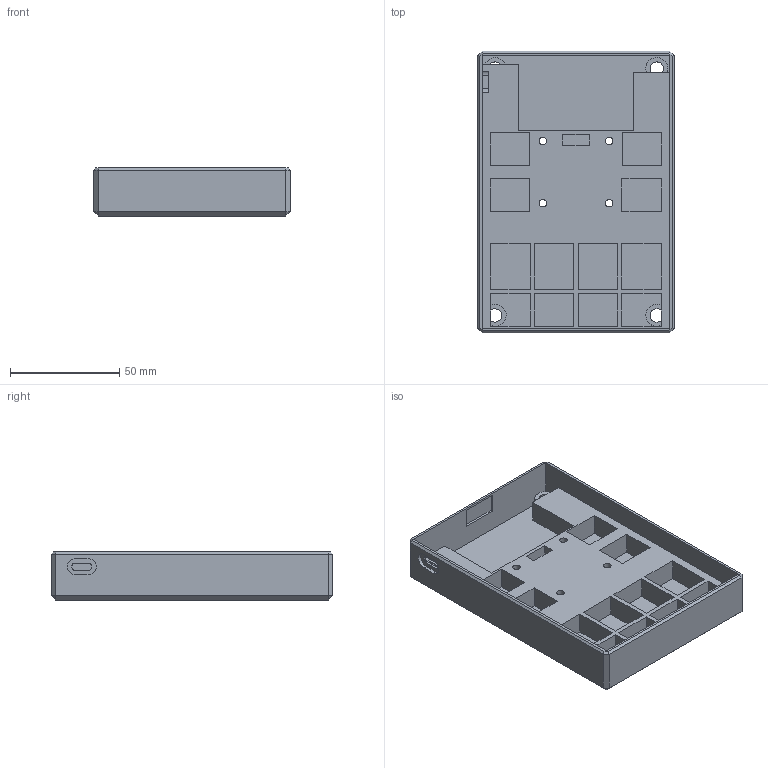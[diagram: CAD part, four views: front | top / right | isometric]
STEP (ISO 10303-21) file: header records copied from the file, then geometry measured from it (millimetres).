
FILE_DESCRIPTION(('FreeCAD Model'),'2;1');
FILE_NAME('Open CASCADE Shape Model','2025-06-05T17:27:47',(''),(''), 'Open CASCADE STEP processor 7.8','FreeCAD','Unknown');
FILE_SCHEMA(('AUTOMOTIVE_DESIGN { 1 0 10303 214 1 1 1 1 }'));
Length unit declared in the file: millimetre
Products named in the file (1): CaseBottom
Bounding box: 90 x 129.1 x 22 mm (x, y, z)
Volume: 88005.1 mm3; surface area: 48817.5 mm2
Topology: 1 solids, 1 shells, 158 faces, 398 edges, 254 vertices
Faces by surface type: plane 128, cylinder 26, cone 4
Full cylindrical faces by diameter (mm): 3.4 x4, 6.1 x8
Entity records: 4712 total; most frequent: CARTESIAN_POINT 815, ORIENTED_EDGE 796, DIRECTION 780, EDGE_CURVE 398, LINE 326, VECTOR 326, VERTEX_POINT 254, AXIS2_PLACEMENT_3D 227
